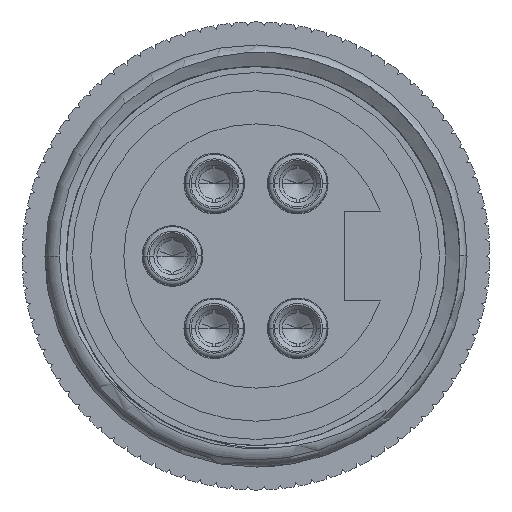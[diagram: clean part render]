
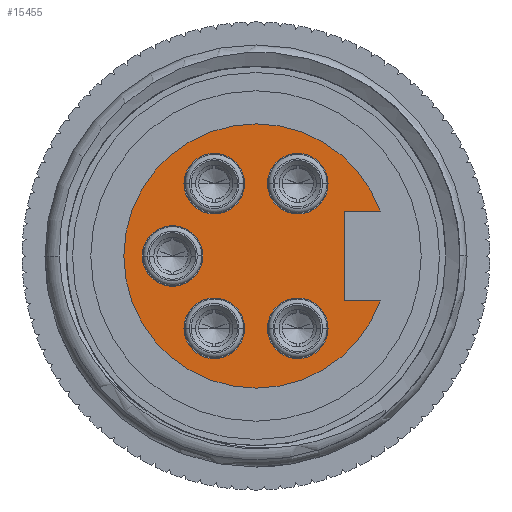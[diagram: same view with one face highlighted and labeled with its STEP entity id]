
A CAD part, left-side view. The second image highlights one B-rep face of the part: STEP entity #15455.
In plain terms, the highlighted planar face has unit normal (-1, 0, 0).
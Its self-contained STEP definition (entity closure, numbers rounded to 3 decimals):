
#14566=CARTESIAN_POINT('',(0.,0.,0.));
#14567=DIRECTION('',(-1.,0.,0.));
#14568=DIRECTION('',(0.,-0.94,0.34));
#14569=AXIS2_PLACEMENT_3D('',#14566,#14567,#14568);
#14584=DIRECTION('',(0.,1.,0.));
#14585=VECTOR('',#14584,1.97);
#14586=CARTESIAN_POINT('',(0.,-6.77,2.45));
#14587=LINE('',#14586,#14585);
#14588=DIRECTION('',(0.,0.,-1.));
#14589=VECTOR('',#14588,4.9);
#14590=CARTESIAN_POINT('',(0.,-4.8,2.45));
#14591=LINE('',#14590,#14589);
#14592=DIRECTION('',(0.,-1.,0.));
#14593=VECTOR('',#14592,1.97);
#14594=CARTESIAN_POINT('',(0.,-4.8,-2.45));
#14595=LINE('',#14594,#14593);
#14596=CARTESIAN_POINT('',(0.,-2.275,3.94));
#14597=DIRECTION('',(-1.,0.,0.));
#14598=DIRECTION('',(0.,0.,1.));
#14599=AXIS2_PLACEMENT_3D('',#14596,#14597,#14598);
#14601=CARTESIAN_POINT('',(0.,-2.275,3.94));
#14602=DIRECTION('',(-1.,0.,0.));
#14603=DIRECTION('',(0.,0.,-1.));
#14604=AXIS2_PLACEMENT_3D('',#14601,#14602,#14603);
#14606=CARTESIAN_POINT('',(0.,2.275,3.94));
#14607=DIRECTION('',(-1.,0.,0.));
#14608=DIRECTION('',(0.,0.,1.));
#14609=AXIS2_PLACEMENT_3D('',#14606,#14607,#14608);
#14611=CARTESIAN_POINT('',(0.,2.275,3.94));
#14612=DIRECTION('',(-1.,0.,0.));
#14613=DIRECTION('',(0.,0.,-1.));
#14614=AXIS2_PLACEMENT_3D('',#14611,#14612,#14613);
#14616=CARTESIAN_POINT('',(0.,4.55,0.));
#14617=DIRECTION('',(-1.,0.,0.));
#14618=DIRECTION('',(0.,0.,1.));
#14619=AXIS2_PLACEMENT_3D('',#14616,#14617,#14618);
#14621=CARTESIAN_POINT('',(0.,4.55,0.));
#14622=DIRECTION('',(-1.,0.,0.));
#14623=DIRECTION('',(0.,0.,-1.));
#14624=AXIS2_PLACEMENT_3D('',#14621,#14622,#14623);
#14626=CARTESIAN_POINT('',(0.,2.275,-3.94));
#14627=DIRECTION('',(-1.,0.,0.));
#14628=DIRECTION('',(0.,0.,1.));
#14629=AXIS2_PLACEMENT_3D('',#14626,#14627,#14628);
#14631=CARTESIAN_POINT('',(0.,2.275,-3.94));
#14632=DIRECTION('',(-1.,0.,0.));
#14633=DIRECTION('',(0.,0.,-1.));
#14634=AXIS2_PLACEMENT_3D('',#14631,#14632,#14633);
#14636=CARTESIAN_POINT('',(0.,-2.275,-3.94));
#14637=DIRECTION('',(-1.,0.,0.));
#14638=DIRECTION('',(0.,0.,1.));
#14639=AXIS2_PLACEMENT_3D('',#14636,#14637,#14638);
#14641=CARTESIAN_POINT('',(0.,-2.275,-3.94));
#14642=DIRECTION('',(-1.,0.,0.));
#14643=DIRECTION('',(0.,0.,-1.));
#14644=AXIS2_PLACEMENT_3D('',#14641,#14642,#14643);
#15010=CARTESIAN_POINT('',(0.,-6.77,2.45));
#15011=CARTESIAN_POINT('',(0.,-6.77,-2.45));
#15012=VERTEX_POINT('',#15010);
#15013=VERTEX_POINT('',#15011);
#15018=CARTESIAN_POINT('',(0.,-4.8,-2.45));
#15019=VERTEX_POINT('',#15018);
#15020=CARTESIAN_POINT('',(0.,-4.8,2.45));
#15021=VERTEX_POINT('',#15020);
#15042=CARTESIAN_POINT('',(0.,-2.275,5.59));
#15043=CARTESIAN_POINT('',(0.,-2.275,2.29));
#15044=VERTEX_POINT('',#15042);
#15045=VERTEX_POINT('',#15043);
#15046=CARTESIAN_POINT('',(0.,2.275,5.59));
#15047=CARTESIAN_POINT('',(0.,2.275,2.29));
#15048=VERTEX_POINT('',#15046);
#15049=VERTEX_POINT('',#15047);
#15050=CARTESIAN_POINT('',(0.,4.55,1.65));
#15051=CARTESIAN_POINT('',(0.,4.55,-1.65));
#15052=VERTEX_POINT('',#15050);
#15053=VERTEX_POINT('',#15051);
#15054=CARTESIAN_POINT('',(0.,2.275,-2.29));
#15055=CARTESIAN_POINT('',(0.,2.275,-5.59));
#15056=VERTEX_POINT('',#15054);
#15057=VERTEX_POINT('',#15055);
#15058=CARTESIAN_POINT('',(0.,-2.275,-2.29));
#15059=CARTESIAN_POINT('',(0.,-2.275,-5.59));
#15060=VERTEX_POINT('',#15058);
#15061=VERTEX_POINT('',#15059);
#15411=CARTESIAN_POINT('',(0.,0.,0.));
#15412=DIRECTION('',(1.,0.,0.));
#15413=DIRECTION('',(0.,-1.,0.));
#15414=AXIS2_PLACEMENT_3D('',#15411,#15412,#15413);
#15415=PLANE('',#15414);
#15416=ORIENTED_EDGE('',*,*,#15401,.F.);
#15418=ORIENTED_EDGE('',*,*,#15417,.T.);
#15420=ORIENTED_EDGE('',*,*,#15419,.T.);
#15422=ORIENTED_EDGE('',*,*,#15421,.T.);
#15423=EDGE_LOOP('',(#15416,#15418,#15420,#15422));
#15424=FACE_OUTER_BOUND('',#15423,.F.);
#15426=ORIENTED_EDGE('',*,*,#15425,.T.);
#15428=ORIENTED_EDGE('',*,*,#15427,.T.);
#15429=EDGE_LOOP('',(#15426,#15428));
#15430=FACE_BOUND('',#15429,.F.);
#15432=ORIENTED_EDGE('',*,*,#15431,.T.);
#15434=ORIENTED_EDGE('',*,*,#15433,.T.);
#15435=EDGE_LOOP('',(#15432,#15434));
#15436=FACE_BOUND('',#15435,.F.);
#15438=ORIENTED_EDGE('',*,*,#15437,.T.);
#15440=ORIENTED_EDGE('',*,*,#15439,.T.);
#15441=EDGE_LOOP('',(#15438,#15440));
#15442=FACE_BOUND('',#15441,.F.);
#15444=ORIENTED_EDGE('',*,*,#15443,.T.);
#15446=ORIENTED_EDGE('',*,*,#15445,.T.);
#15447=EDGE_LOOP('',(#15444,#15446));
#15448=FACE_BOUND('',#15447,.F.);
#15450=ORIENTED_EDGE('',*,*,#15449,.T.);
#15452=ORIENTED_EDGE('',*,*,#15451,.T.);
#15453=EDGE_LOOP('',(#15450,#15452));
#15454=FACE_BOUND('',#15453,.F.);
#15455=ADVANCED_FACE('',(#15424,#15430,#15436,#15442,#15448,#15454),#15415,.F.);
#14570=CIRCLE('',#14569,7.2);
#14600=CIRCLE('',#14599,1.65);
#14605=CIRCLE('',#14604,1.65);
#14610=CIRCLE('',#14609,1.65);
#14615=CIRCLE('',#14614,1.65);
#14620=CIRCLE('',#14619,1.65);
#14625=CIRCLE('',#14624,1.65);
#14630=CIRCLE('',#14629,1.65);
#14635=CIRCLE('',#14634,1.65);
#14640=CIRCLE('',#14639,1.65);
#14645=CIRCLE('',#14644,1.65);
#15401=EDGE_CURVE('',#15012,#15013,#14570,.T.);
#15417=EDGE_CURVE('',#15012,#15021,#14587,.T.);
#15419=EDGE_CURVE('',#15021,#15019,#14591,.T.);
#15421=EDGE_CURVE('',#15019,#15013,#14595,.T.);
#15425=EDGE_CURVE('',#15044,#15045,#14600,.T.);
#15427=EDGE_CURVE('',#15045,#15044,#14605,.T.);
#15431=EDGE_CURVE('',#15048,#15049,#14610,.T.);
#15433=EDGE_CURVE('',#15049,#15048,#14615,.T.);
#15437=EDGE_CURVE('',#15052,#15053,#14620,.T.);
#15439=EDGE_CURVE('',#15053,#15052,#14625,.T.);
#15443=EDGE_CURVE('',#15056,#15057,#14630,.T.);
#15445=EDGE_CURVE('',#15057,#15056,#14635,.T.);
#15449=EDGE_CURVE('',#15060,#15061,#14640,.T.);
#15451=EDGE_CURVE('',#15061,#15060,#14645,.T.);
